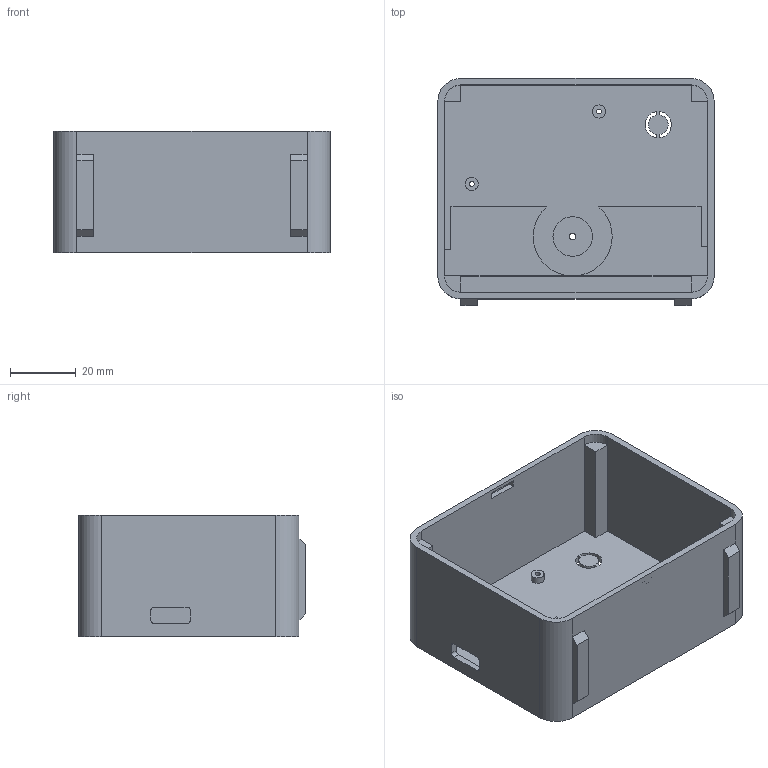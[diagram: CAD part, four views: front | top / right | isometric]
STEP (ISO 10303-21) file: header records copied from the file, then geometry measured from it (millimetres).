
FILE_DESCRIPTION(/* description */ (''),/* implementation_level */ '2;1');
FILE_NAME(/* name */ 'shell.step',/* time_stamp */ '2022-05-04T22:32:19+01:00',/* author */ (''),/* organization */ (''),/* preprocessor_version */ 'ST-DEVELOPER v18.1',/* originating_system */ 'Autodesk Translation Framework v10.14.0.1471',/* authorisation */ '');
FILE_SCHEMA (('AUTOMOTIVE_DESIGN { 1 0 10303 214 3 1 1 }'));
Length unit declared in the file: millimetre
Products named in the file (1): Radio_v9
Bounding box: 84 x 69 x 37 mm (x, y, z)
Volume: 36457.9 mm3; surface area: 32701.4 mm2
Topology: 1 solids, 1 shells, 91 faces, 232 edges, 148 vertices
Faces by surface type: plane 67, cylinder 24
Full cylindrical faces by diameter (mm): 1.5 x2, 2 x1, 4 x2, 12 x1
Entity records: 2787 total; most frequent: CARTESIAN_POINT 472, ORIENTED_EDGE 464, DIRECTION 464, EDGE_CURVE 232, LINE 184, VECTOR 184, VERTEX_POINT 148, AXIS2_PLACEMENT_3D 140
